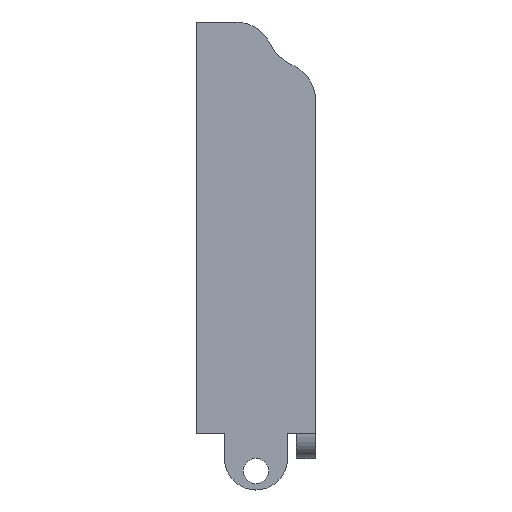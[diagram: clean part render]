
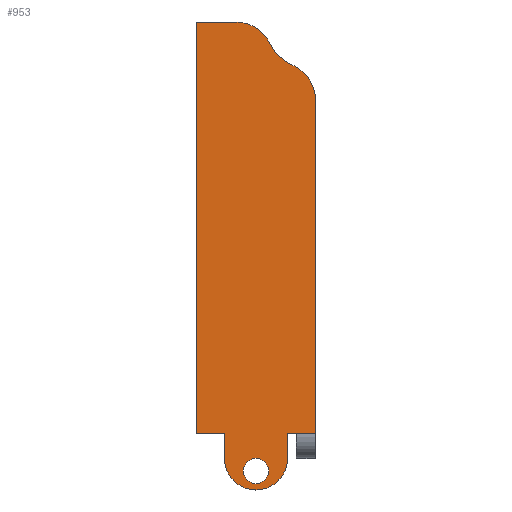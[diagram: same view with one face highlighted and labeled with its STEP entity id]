
A CAD part, top view. The second image highlights one B-rep face of the part: STEP entity #953.
In plain terms, the highlighted planar face has unit normal (0, 0, 1).
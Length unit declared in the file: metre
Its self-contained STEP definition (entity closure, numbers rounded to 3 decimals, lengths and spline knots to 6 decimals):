
#61=CIRCLE('',#1049,0.007516);
#62=CIRCLE('',#1050,0.006);
#63=CIRCLE('',#1051,0.005);
#64=CIRCLE('',#1052,0.006);
#65=CIRCLE('',#1053,0.002);
#234=ORIENTED_EDGE('',*,*,#432,.F.);
#235=ORIENTED_EDGE('',*,*,#433,.T.);
#236=ORIENTED_EDGE('',*,*,#340,.T.);
#237=ORIENTED_EDGE('',*,*,#434,.T.);
#238=ORIENTED_EDGE('',*,*,#336,.T.);
#239=ORIENTED_EDGE('',*,*,#435,.F.);
#240=ORIENTED_EDGE('',*,*,#436,.T.);
#241=ORIENTED_EDGE('',*,*,#437,.F.);
#242=ORIENTED_EDGE('',*,*,#431,.T.);
#243=ORIENTED_EDGE('',*,*,#418,.F.);
#244=ORIENTED_EDGE('',*,*,#438,.T.);
#245=ORIENTED_EDGE('',*,*,#439,.F.);
#336=EDGE_CURVE('',#468,#467,#559,.T.);
#340=EDGE_CURVE('',#471,#472,#563,.T.);
#418=EDGE_CURVE('',#531,#532,#614,.T.);
#431=EDGE_CURVE('',#539,#532,#625,.T.);
#432=EDGE_CURVE('',#540,#541,#61,.T.);
#433=EDGE_CURVE('',#540,#471,#62,.T.);
#434=EDGE_CURVE('',#472,#468,#626,.T.);
#435=EDGE_CURVE('',#542,#467,#627,.T.);
#436=EDGE_CURVE('',#542,#543,#63,.T.);
#437=EDGE_CURVE('',#539,#543,#628,.T.);
#438=EDGE_CURVE('',#531,#541,#64,.T.);
#439=EDGE_CURVE('',#544,#544,#65,.T.);
#467=VERTEX_POINT('',#1370);
#468=VERTEX_POINT('',#1372);
#471=VERTEX_POINT('',#1380);
#472=VERTEX_POINT('',#1381);
#531=VERTEX_POINT('',#1539);
#532=VERTEX_POINT('',#1541);
#539=VERTEX_POINT('',#1563);
#540=VERTEX_POINT('',#1567);
#541=VERTEX_POINT('',#1568);
#542=VERTEX_POINT('',#1572);
#543=VERTEX_POINT('',#1574);
#544=VERTEX_POINT('',#1578);
#559=LINE('',#1371,#650);
#563=LINE('',#1379,#654);
#614=LINE('',#1540,#705);
#625=LINE('',#1564,#716);
#626=LINE('',#1570,#717);
#627=LINE('',#1571,#718);
#628=LINE('',#1575,#719);
#650=VECTOR('',#1091,1.);
#654=VECTOR('',#1097,1.);
#705=VECTOR('',#1246,1.);
#716=VECTOR('',#1267,1.);
#717=VECTOR('',#1274,1.);
#718=VECTOR('',#1275,1.);
#719=VECTOR('',#1278,1.);
#782=EDGE_LOOP('',(#234,#235,#236,#237,#238,#239,#240,#241,#242,#243,#244));
#783=EDGE_LOOP('',(#245));
#859=FACE_BOUND('',#782,.T.);
#860=FACE_BOUND('',#783,.T.);
#908=PLANE('',#1048);
#953=ADVANCED_FACE('',(#859,#860),#908,.T.);
#1048=AXIS2_PLACEMENT_3D('',#1565,#1268,#1269);
#1049=AXIS2_PLACEMENT_3D('',#1566,#1270,#1271);
#1050=AXIS2_PLACEMENT_3D('',#1569,#1272,#1273);
#1051=AXIS2_PLACEMENT_3D('',#1573,#1276,#1277);
#1052=AXIS2_PLACEMENT_3D('',#1576,#1279,#1280);
#1053=AXIS2_PLACEMENT_3D('',#1577,#1281,#1282);
#1091=DIRECTION('',(1.,0.,0.));
#1097=DIRECTION('',(-1.,0.,0.));
#1246=DIRECTION('',(0.,-1.,0.));
#1267=DIRECTION('',(1.,0.,0.));
#1268=DIRECTION('',(0.,0.,1.));
#1269=DIRECTION('',(0.,-1.,0.));
#1270=DIRECTION('',(0.,0.,1.));
#1271=DIRECTION('',(0.,-1.,0.));
#1272=DIRECTION('',(0.,0.,1.));
#1273=DIRECTION('',(0.,-1.,0.));
#1274=DIRECTION('',(0.,-1.,0.));
#1275=DIRECTION('',(0.,1.,0.));
#1276=DIRECTION('',(0.,0.,1.));
#1277=DIRECTION('',(0.,-1.,0.));
#1278=DIRECTION('',(0.,-1.,0.));
#1279=DIRECTION('',(0.,0.,1.));
#1280=DIRECTION('',(0.,-1.,0.));
#1281=DIRECTION('',(0.,0.,1.));
#1282=DIRECTION('',(0.,-1.,0.));
#1370=CARTESIAN_POINT('',(-0.01055,-0.007579,0.008295));
#1371=CARTESIAN_POINT('',(-0.00475,-0.007579,0.008295));
#1372=CARTESIAN_POINT('',(-0.01495,-0.007579,0.008295));
#1379=CARTESIAN_POINT('',(-0.00475,0.057421,0.008295));
#1380=CARTESIAN_POINT('',(-0.008745,0.057421,0.008295));
#1381=CARTESIAN_POINT('',(-0.01495,0.057421,0.008295));
#1539=CARTESIAN_POINT('',(0.00385,0.045082,0.008295));
#1540=CARTESIAN_POINT('',(0.00385,0.057421,0.008295));
#1541=CARTESIAN_POINT('',(0.00385,-0.007579,0.008295));
#1563=CARTESIAN_POINT('',(-0.00055,-0.007579,0.008295));
#1564=CARTESIAN_POINT('',(-0.00475,-0.007579,0.008295));
#1565=CARTESIAN_POINT('',(-0.00475,0.057421,0.008295));
#1566=CARTESIAN_POINT('',(0.003366,0.057421,0.008295));
#1567=CARTESIAN_POINT('',(-0.003369,0.054084,0.008295));
#1568=CARTESIAN_POINT('',(0.000299,0.050559,0.008295));
#1569=CARTESIAN_POINT('',(-0.008745,0.051421,0.008295));
#1570=CARTESIAN_POINT('',(-0.01495,0.057421,0.008295));
#1571=CARTESIAN_POINT('',(-0.01055,-0.009579,0.008295));
#1572=CARTESIAN_POINT('',(-0.01055,-0.011579,0.008295));
#1573=CARTESIAN_POINT('',(-0.00555,-0.011579,0.008295));
#1574=CARTESIAN_POINT('',(-0.00055,-0.011579,0.008295));
#1575=CARTESIAN_POINT('',(-0.00055,-0.009579,0.008295));
#1576=CARTESIAN_POINT('',(-0.00215,0.045082,0.008295));
#1577=CARTESIAN_POINT('',(-0.00555,-0.013579,0.008295));
#1578=CARTESIAN_POINT('',(-0.00555,-0.015579,0.008295));
